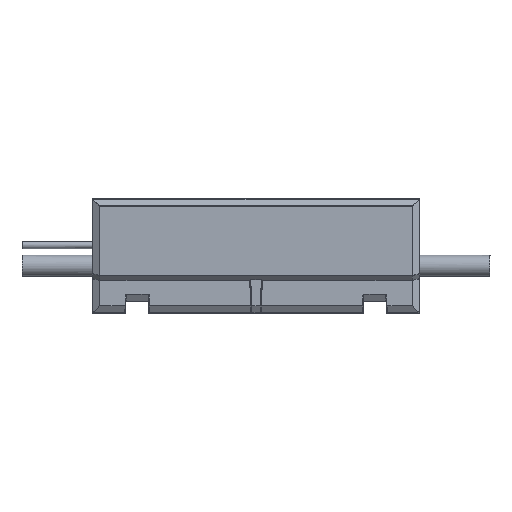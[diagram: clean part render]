
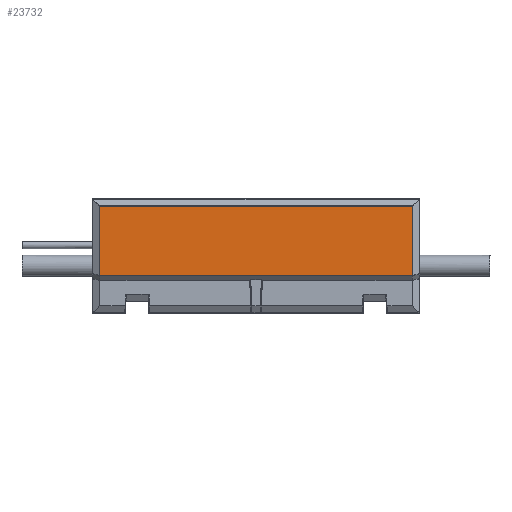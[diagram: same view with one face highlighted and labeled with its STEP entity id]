
A CAD part, left-side view. The second image highlights one B-rep face of the part: STEP entity #23732.
In plain terms, the highlighted planar face has unit normal (-1, 0, -0.004).
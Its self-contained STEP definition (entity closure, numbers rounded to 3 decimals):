
#2037=FACE_OUTER_BOUND('',#3531,.T.);
#3531=EDGE_LOOP('',(#15475,#15476,#15477,#15478));
#4937=LINE('',#35420,#6626);
#5074=LINE('',#36009,#6763);
#5075=LINE('',#36011,#6764);
#5076=LINE('',#36012,#6765);
#6626=VECTOR('',#28206,1000.);
#6763=VECTOR('',#28639,1000.);
#6764=VECTOR('',#28640,1000.);
#6765=VECTOR('',#28641,1000.);
#9505=VERTEX_POINT('',#35412);
#9506=VERTEX_POINT('',#35416);
#9661=VERTEX_POINT('',#36008);
#9662=VERTEX_POINT('',#36010);
#11564=EDGE_CURVE('',#9506,#9505,#4937,.T.);
#11791=EDGE_CURVE('',#9505,#9661,#5074,.T.);
#11792=EDGE_CURVE('',#9661,#9662,#5075,.T.);
#11793=EDGE_CURVE('',#9662,#9506,#5076,.T.);
#15475=ORIENTED_EDGE('',*,*,#11791,.T.);
#15476=ORIENTED_EDGE('',*,*,#11792,.T.);
#15477=ORIENTED_EDGE('',*,*,#11793,.T.);
#15478=ORIENTED_EDGE('',*,*,#11564,.T.);
#21770=PLANE('',#25489);
#23732=ADVANCED_FACE('',(#2037),#21770,.F.);
#25489=AXIS2_PLACEMENT_3D('',#36007,#28637,#28638);
#28206=DIRECTION('',(0.,1.,0.));
#28637=DIRECTION('center_axis',(1.,0.,0.004));
#28638=DIRECTION('ref_axis',(-0.004,0.,1.));
#28639=DIRECTION('',(0.004,-0.004,-1.));
#28640=DIRECTION('',(0.,-1.,0.));
#28641=DIRECTION('',(-0.004,-0.004,1.));
#35412=CARTESIAN_POINT('',(-15.056,33.411,14.278));
#35416=CARTESIAN_POINT('',(-15.056,-33.411,14.278));
#35420=CARTESIAN_POINT('',(-15.056,33.441,14.278));
#36007=CARTESIAN_POINT('Origin',(-15.062,-34.925,15.838));
#36008=CARTESIAN_POINT('',(-14.991,33.346,-0.504));
#36009=CARTESIAN_POINT('',(-15.,33.355,1.55));
#36010=CARTESIAN_POINT('',(-14.991,-33.346,-0.504));
#36011=CARTESIAN_POINT('',(-14.991,-34.925,-0.504));
#36012=CARTESIAN_POINT('',(-15.056,-33.411,14.308));
